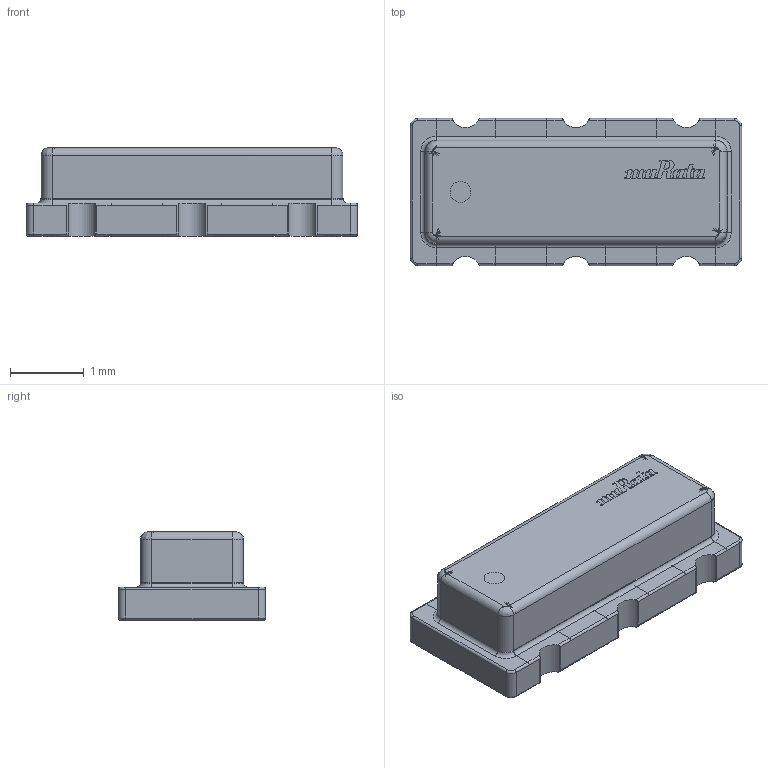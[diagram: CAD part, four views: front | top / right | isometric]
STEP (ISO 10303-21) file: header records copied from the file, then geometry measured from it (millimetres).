
FILE_DESCRIPTION(('FreeCAD Model'),'2;1');
FILE_NAME('CSTCR4M00G53093-R0_.step', '2021-09-18T12:26:02',('Author'),(''), 'Open CASCADE STEP processor 7.2','FreeCAD','Unknown');
FILE_SCHEMA(('AUTOMOTIVE_DESIGN { 1 0 10303 214 1 1 1 1 }'));
Length unit declared in the file: millimetre
Products named in the file (6): Fillet_; Dot001; Cut_; logo; base; pins
Bounding box: 4.5 x 2 x 1.2 mm (x, y, z)
Volume: 8.3 mm3; surface area: 71.3 mm2
Topology: 8 solids, 8 shells, 520 faces, 1482 edges, 932 vertices
Faces by surface type: bspline 231, plane 182, cylinder 87, torus 16, revolution 4
Full cylindrical faces by diameter (mm): 0.28 x1
Entity records: 17133 total; most frequent: CARTESIAN_POINT 5679, ORIENTED_EDGE 2884, DIRECTION 1477, EDGE_CURVE 1442, VERTEX_POINT 932, B_SPLINE_CURVE_WITH_KNOTS 715, LINE 561, VECTOR 561
